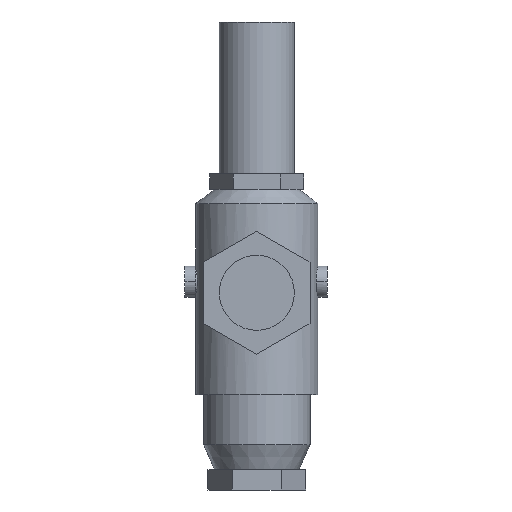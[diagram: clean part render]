
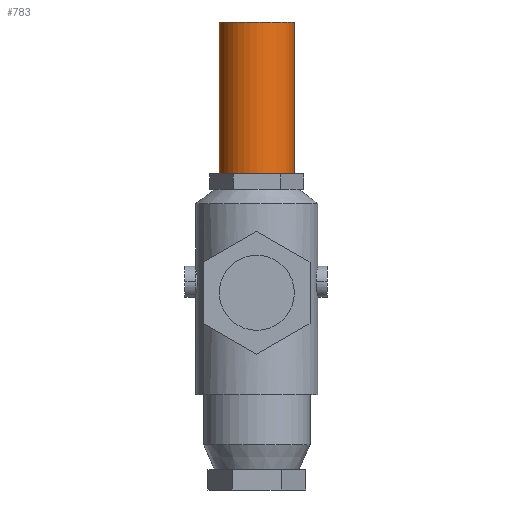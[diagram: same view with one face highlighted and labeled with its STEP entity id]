
A CAD part, left-side view. The second image highlights one B-rep face of the part: STEP entity #783.
In plain terms, the highlighted cylindrical face has radius 24 mm (diameter 48 mm), a partial arc.
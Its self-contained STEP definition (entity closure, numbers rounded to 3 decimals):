
#527=EDGE_CURVE('',#765,#1269,#1421,.T.);
#665=EDGE_CURVE('',#1269,#827,#1574,.T.);
#719=VERTEX_POINT('',#1639);
#765=VERTEX_POINT('',#1686);
#783=ADVANCED_FACE('',(#1706),#1707,.T.);
#827=VERTEX_POINT('',#1757);
#1125=EDGE_CURVE('',#827,#719,#2081,.T.);
#1269=VERTEX_POINT('',#2244);
#1279=EDGE_CURVE('',#719,#765,#2254,.T.);
#1421=CIRCLE('',#2422,24.0);
#1574=LINE('',#2699,#2700);
#1639=CARTESIAN_POINT('',(0.0,24.0,76.0));
#1686=CARTESIAN_POINT('',(0.0,24.0,173.0));
#1706=FACE_OUTER_BOUND('',#2950,.T.);
#1707=CYLINDRICAL_SURFACE('',#2951,24.0);
#1757=CARTESIAN_POINT('',(0.,-24.0,76.0));
#2081=CIRCLE('',#3703,24.0);
#2244=CARTESIAN_POINT('',(0.,-24.0,173.0));
#2254=LINE('',#4175,#4176);
#2422=AXIS2_PLACEMENT_3D('',#4339,#4340,#4341);
#2699=CARTESIAN_POINT('',(0.,-24.0,162.0));
#2700=VECTOR('',#4520,1.0);
#2950=EDGE_LOOP('',(#4698,#4699,#4700,#4701));
#2951=AXIS2_PLACEMENT_3D('',#4702,#4703,#4704);
#3703=AXIS2_PLACEMENT_3D('',#5095,#5096,#5097);
#4175=CARTESIAN_POINT('',(0.,24.0,162.0));
#4176=VECTOR('',#5285,1.0);
#4339=CARTESIAN_POINT('',(0.0,0.0,173.0));
#4340=DIRECTION('',(0.0,0.0,1.0));
#4341=DIRECTION('',(0.0,1.0,0.0));
#4520=DIRECTION('',(0.0,0.0,-1.0));
#4698=ORIENTED_EDGE('',*,*,#1279,.F.);
#4699=ORIENTED_EDGE('',*,*,#1125,.F.);
#4700=ORIENTED_EDGE('',*,*,#665,.F.);
#4701=ORIENTED_EDGE('',*,*,#527,.F.);
#4702=CARTESIAN_POINT('',(0.0,0.0,162.0));
#4703=DIRECTION('',(0.0,0.0,-1.0));
#4704=DIRECTION('',(0.0,1.0,0.0));
#5095=CARTESIAN_POINT('',(0.0,0.0,76.0));
#5096=DIRECTION('',(0.0,0.0,-1.0));
#5097=DIRECTION('',(0.0,1.0,0.0));
#5285=DIRECTION('',(0.0,0.0,1.0));
